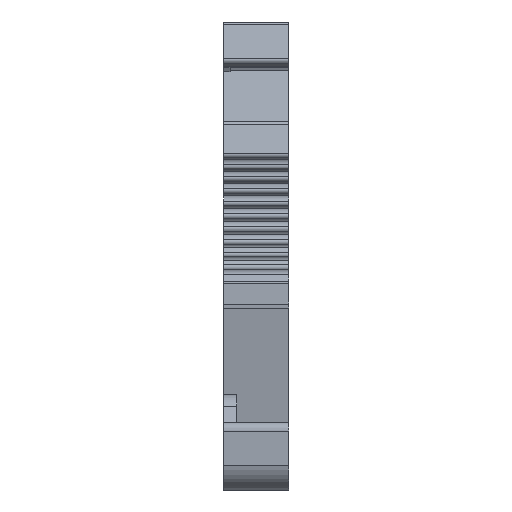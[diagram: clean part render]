
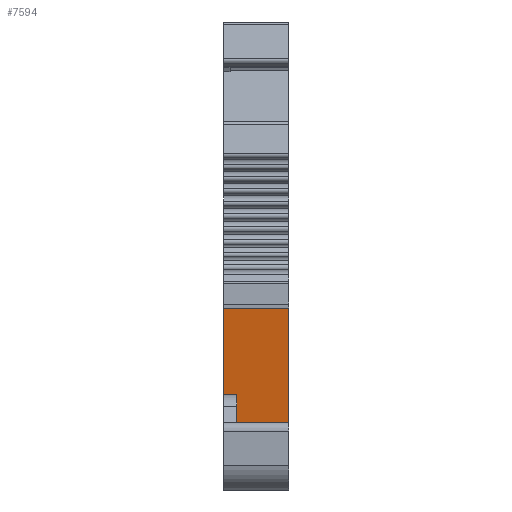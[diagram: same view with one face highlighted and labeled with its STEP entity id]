
A CAD part, left-side view. The second image highlights one B-rep face of the part: STEP entity #7594.
In plain terms, the highlighted planar face has unit normal (-0.986, 0, -0.168).
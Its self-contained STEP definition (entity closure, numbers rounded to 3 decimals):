
#304=PLANE('',#7948);
#496=LINE('',#10224,#1052);
#567=LINE('',#10458,#1123);
#600=LINE('',#10562,#1156);
#601=LINE('',#10566,#1157);
#602=LINE('',#10568,#1158);
#603=LINE('',#10570,#1159);
#1052=VECTOR('',#8471,1000.);
#1123=VECTOR('',#8652,1000.);
#1156=VECTOR('',#8751,1000.);
#1157=VECTOR('',#8756,1000.);
#1158=VECTOR('',#8757,1000.);
#1159=VECTOR('',#8758,1000.);
#1843=ORIENTED_EDGE('',*,*,#3440,.F.);
#1844=ORIENTED_EDGE('',*,*,#3335,.T.);
#1845=ORIENTED_EDGE('',*,*,#3490,.T.);
#1846=ORIENTED_EDGE('',*,*,#3492,.F.);
#1847=ORIENTED_EDGE('',*,*,#3493,.F.);
#1848=ORIENTED_EDGE('',*,*,#3494,.F.);
#3335=EDGE_CURVE('',#4188,#4187,#496,.T.);
#3440=EDGE_CURVE('',#4188,#4270,#567,.T.);
#3490=EDGE_CURVE('',#4187,#4305,#600,.T.);
#3492=EDGE_CURVE('',#4306,#4305,#601,.T.);
#3493=EDGE_CURVE('',#4307,#4306,#602,.T.);
#3494=EDGE_CURVE('',#4270,#4307,#603,.T.);
#4187=VERTEX_POINT('',#10223);
#4188=VERTEX_POINT('',#10225);
#4270=VERTEX_POINT('',#10456);
#4305=VERTEX_POINT('',#10563);
#4306=VERTEX_POINT('',#10567);
#4307=VERTEX_POINT('',#10569);
#4798=EDGE_LOOP('',(#1843,#1844,#1845,#1846,#1847,#1848));
#5100=FACE_BOUND('',#4798,.T.);
#7594=ADVANCED_FACE('',(#5100),#304,.F.);
#7948=AXIS2_PLACEMENT_3D('',#10565,#8754,#8755);
#8471=DIRECTION('',(0.168,0.,-0.986));
#8652=DIRECTION('',(0.,1.,0.));
#8751=DIRECTION('',(0.,-1.,0.));
#8754=DIRECTION('',(0.986,0.,0.168));
#8755=DIRECTION('',(0.168,0.,-0.986));
#8756=DIRECTION('',(0.168,0.,-0.986));
#8757=DIRECTION('',(0.,-1.,0.));
#8758=DIRECTION('',(-0.168,0.,0.986));
#10223=CARTESIAN_POINT('',(-22.294,1.5,-15.045));
#10224=CARTESIAN_POINT('',(-22.294,1.5,-15.045));
#10225=CARTESIAN_POINT('',(-23.099,1.5,-10.32));
#10456=CARTESIAN_POINT('',(-23.099,2.5,-10.32));
#10458=CARTESIAN_POINT('',(-23.099,1.5,-10.32));
#10562=CARTESIAN_POINT('',(-22.294,59.072,-15.045));
#10563=CARTESIAN_POINT('',(-22.294,-2.5,-15.045));
#10565=CARTESIAN_POINT('',(-22.294,59.072,-15.045));
#10566=CARTESIAN_POINT('',(-22.294,-2.5,-15.045));
#10567=CARTESIAN_POINT('',(-24.222,-2.5,-3.73));
#10568=CARTESIAN_POINT('',(-24.222,59.072,-3.73));
#10569=CARTESIAN_POINT('',(-24.222,2.5,-3.73));
#10570=CARTESIAN_POINT('',(-22.294,2.5,-15.045));
